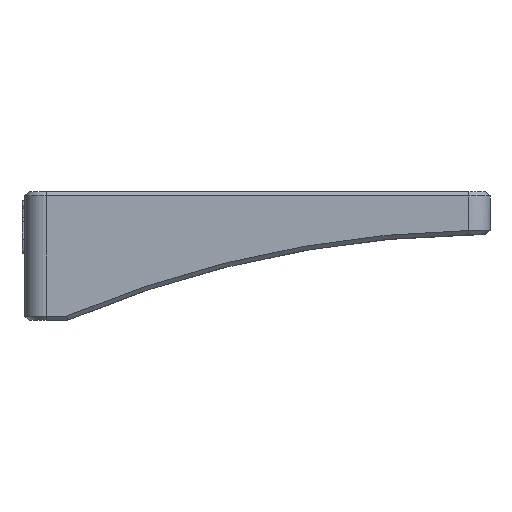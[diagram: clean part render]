
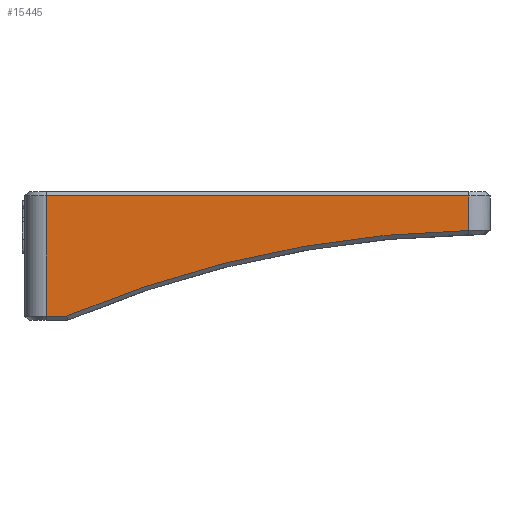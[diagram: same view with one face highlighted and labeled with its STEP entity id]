
A CAD part, left-side view. The second image highlights one B-rep face of the part: STEP entity #15445.
In plain terms, the highlighted planar face has unit normal (-1, 0, 0).
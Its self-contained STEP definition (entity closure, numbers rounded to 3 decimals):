
#210=CIRCLE('',#16362,253.556);
#275=PLANE('',#16364);
#683=FACE_OUTER_BOUND('',#1611,.T.);
#1611=EDGE_LOOP('',(#10722,#10723,#10724,#10725,#10726,#10727));
#2723=LINE('',#22424,#4113);
#2726=LINE('',#22430,#4116);
#2727=LINE('',#22432,#4117);
#2728=LINE('',#22433,#4118);
#4113=VECTOR('',#17188,10.);
#4116=VECTOR('',#17193,10.);
#4117=VECTOR('',#17194,10.);
#4118=VECTOR('',#17195,10.);
#5495=B_SPLINE_CURVE_WITH_KNOTS('',3,(#22414,#22415,#22416,#22417),
 .UNSPECIFIED.,.F.,.F.,(4,4),(-2.262,-2.26),
 .UNSPECIFIED.);
#6623=VERTEX_POINT('',#22334);
#6626=VERTEX_POINT('',#22341);
#6629=VERTEX_POINT('',#22383);
#6631=VERTEX_POINT('',#22423);
#6633=VERTEX_POINT('',#22429);
#6634=VERTEX_POINT('',#22431);
#8238=EDGE_CURVE('',#6626,#6623,#210,.T.);
#8243=EDGE_CURVE('',#6629,#6626,#5495,.T.);
#8245=EDGE_CURVE('',#6623,#6631,#2723,.T.);
#8248=EDGE_CURVE('',#6633,#6629,#2726,.T.);
#8249=EDGE_CURVE('',#6634,#6633,#2727,.T.);
#8250=EDGE_CURVE('',#6631,#6634,#2728,.T.);
#10722=ORIENTED_EDGE('',*,*,#8238,.F.);
#10723=ORIENTED_EDGE('',*,*,#8243,.F.);
#10724=ORIENTED_EDGE('',*,*,#8248,.F.);
#10725=ORIENTED_EDGE('',*,*,#8249,.F.);
#10726=ORIENTED_EDGE('',*,*,#8250,.F.);
#10727=ORIENTED_EDGE('',*,*,#8245,.F.);
#15445=ADVANCED_FACE('',(#683),#275,.T.);
#16362=AXIS2_PLACEMENT_3D('',#22343,#17183,#17184);
#16364=AXIS2_PLACEMENT_3D('',#22428,#17191,#17192);
#17183=DIRECTION('center_axis',(-1.,0.,0.));
#17184=DIRECTION('ref_axis',(0.,0.,1.));
#17188=DIRECTION('',(0.,1.,0.));
#17191=DIRECTION('center_axis',(-1.,0.,0.));
#17192=DIRECTION('ref_axis',(0.,-1.,0.));
#17193=DIRECTION('',(0.,0.,-1.));
#17194=DIRECTION('',(0.,-1.,0.));
#17195=DIRECTION('',(0.,0.,1.));
#22334=CARTESIAN_POINT('',(-13.1,0.203,-19.));
#22341=CARTESIAN_POINT('',(-13.1,-93.48,0.95));
#22343=CARTESIAN_POINT('Origin',(-13.1,-98.5,-252.556));
#22383=CARTESIAN_POINT('',(-13.1,-93.5,0.951));
#22414=CARTESIAN_POINT('Ctrl Pts',(-13.1,-93.5,0.951));
#22415=CARTESIAN_POINT('Ctrl Pts',(-13.1,-93.493,0.951));
#22416=CARTESIAN_POINT('Ctrl Pts',(-13.1,-93.487,0.95));
#22417=CARTESIAN_POINT('Ctrl Pts',(-13.1,-93.48,0.95));
#22423=CARTESIAN_POINT('',(-13.1,5.,-19.));
#22424=CARTESIAN_POINT('',(-13.1,-17.125,-19.));
#22428=CARTESIAN_POINT('Origin',(-13.1,10.,0.));
#22429=CARTESIAN_POINT('',(-13.1,-93.5,9.));
#22430=CARTESIAN_POINT('',(-13.1,-93.5,0.));
#22431=CARTESIAN_POINT('',(-13.1,5.,9.));
#22432=CARTESIAN_POINT('',(-13.1,-17.125,9.));
#22433=CARTESIAN_POINT('',(-13.1,5.,0.));
